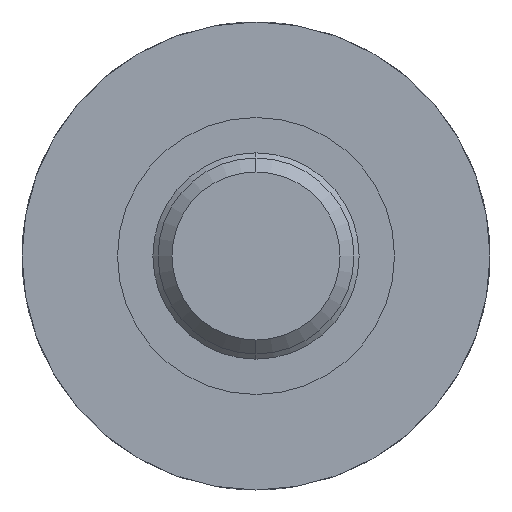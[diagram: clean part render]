
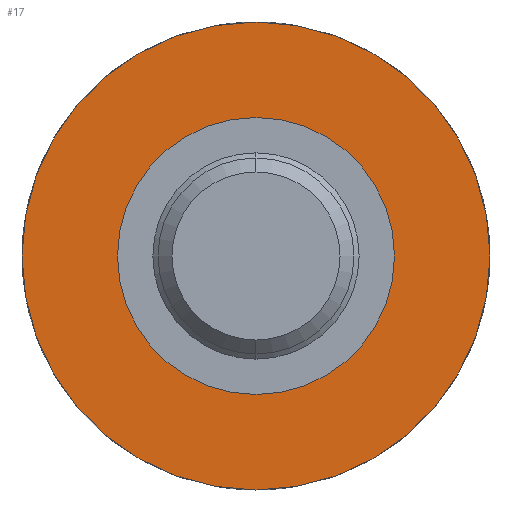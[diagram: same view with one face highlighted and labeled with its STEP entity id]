
A CAD part, front view. The second image highlights one B-rep face of the part: STEP entity #17.
In plain terms, the highlighted planar face has unit normal (0, -1, 0).
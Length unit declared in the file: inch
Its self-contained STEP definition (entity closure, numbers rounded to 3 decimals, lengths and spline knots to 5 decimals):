
#17 = ADVANCED_FACE ( 'NONE', ( #677, #681 ), #292, .F. ) ;
#260 = DIRECTION ( 'NONE',  ( 0., 0., 1. ) ) ;
#262 = DIRECTION ( 'NONE',  ( 0., 1., 0. ) ) ;
#263 = CARTESIAN_POINT ( 'NONE',  ( 0., -0.1175, 0. ) ) ;
#292 = PLANE ( 'NONE',  #1210 ) ;
#677 = FACE_OUTER_BOUND ( 'NONE', #1602, .T. ) ;
#681 = FACE_BOUND ( 'NONE', #1603, .T. ) ;
#750 = ORIENTED_EDGE ( 'NONE', *, *, #1309, .F. ) ;
#768 = ORIENTED_EDGE ( 'NONE', *, *, #1287, .F. ) ;
#769 = ORIENTED_EDGE ( 'NONE', *, *, #1338, .F. ) ;
#812 = CIRCLE ( 'NONE', #993, 0.1225 ) ;
#829 = CIRCLE ( 'NONE', #989, 0.0725 ) ;
#989 = AXIS2_PLACEMENT_3D ( 'NONE', #2107, #1859, #1909 ) ;
#993 = AXIS2_PLACEMENT_3D ( 'NONE', #1973, #1990, #2058 ) ;
#1005 = AXIS2_PLACEMENT_3D ( 'NONE', #1828, #2149, #1915 ) ;
#1016 = AXIS2_PLACEMENT_3D ( 'NONE', #1867, #2147, #2113 ) ;
#1210 = AXIS2_PLACEMENT_3D ( 'NONE', #263, #262, #260 ) ;
#1287 = EDGE_CURVE ( 'NONE', #1628, #1630, #1485, .T. ) ;
#1309 = EDGE_CURVE ( 'NONE', #1625, #1624, #1518, .T. ) ;
#1328 = EDGE_CURVE ( 'NONE', #1624, #1625, #812, .T. ) ;
#1338 = EDGE_CURVE ( 'NONE', #1630, #1628, #829, .T. ) ;
#1485 = CIRCLE ( 'NONE', #1016, 0.0725 ) ;
#1518 = CIRCLE ( 'NONE', #1005, 0.1225 ) ;
#1552 = ORIENTED_EDGE ( 'NONE', *, *, #1328, .F. ) ;
#1602 = EDGE_LOOP ( 'NONE', ( #750, #1552 ) ) ;
#1603 = EDGE_LOOP ( 'NONE', ( #768, #769 ) ) ;
#1624 = VERTEX_POINT ( 'NONE', #2148 ) ;
#1625 = VERTEX_POINT ( 'NONE', #2123 ) ;
#1628 = VERTEX_POINT ( 'NONE', #2027 ) ;
#1630 = VERTEX_POINT ( 'NONE', #1993 ) ;
#1828 = CARTESIAN_POINT ( 'NONE',  ( 0., -0.1175, 0. ) ) ;
#1859 = DIRECTION ( 'NONE',  ( 0., -1., 0. ) ) ;
#1867 = CARTESIAN_POINT ( 'NONE',  ( 0., -0.1175, 0. ) ) ;
#1909 = DIRECTION ( 'NONE',  ( 0., 0., 1. ) ) ;
#1915 = DIRECTION ( 'NONE',  ( 0., 0., 1. ) ) ;
#1973 = CARTESIAN_POINT ( 'NONE',  ( 0., -0.1175, 0. ) ) ;
#1990 = DIRECTION ( 'NONE',  ( 0., 1., 0. ) ) ;
#1993 = CARTESIAN_POINT ( 'NONE',  ( 0., -0.1175, -0.0725 ) ) ;
#2027 = CARTESIAN_POINT ( 'NONE',  ( 0., -0.1175, 0.0725 ) ) ;
#2058 = DIRECTION ( 'NONE',  ( 0., 0., 1. ) ) ;
#2107 = CARTESIAN_POINT ( 'NONE',  ( 0., -0.1175, 0. ) ) ;
#2113 = DIRECTION ( 'NONE',  ( 0., 0., 1. ) ) ;
#2123 = CARTESIAN_POINT ( 'NONE',  ( 0., -0.1175, -0.1225 ) ) ;
#2147 = DIRECTION ( 'NONE',  ( 0., -1., 0. ) ) ;
#2148 = CARTESIAN_POINT ( 'NONE',  ( 0., -0.1175, 0.1225 ) ) ;
#2149 = DIRECTION ( 'NONE',  ( 0., 1., 0. ) ) ;
